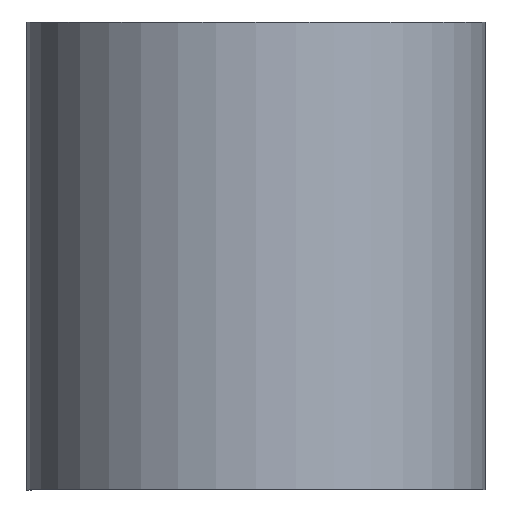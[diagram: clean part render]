
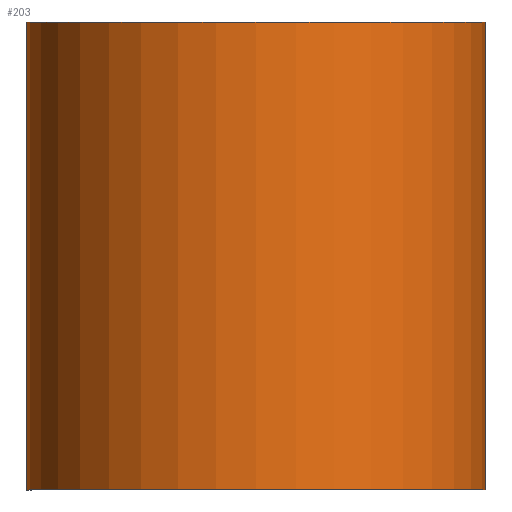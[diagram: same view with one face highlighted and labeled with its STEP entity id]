
A CAD part, top view. The second image highlights one B-rep face of the part: STEP entity #203.
In plain terms, the highlighted cylindrical face has radius 14.715 mm (diameter 29.43 mm), a partial arc.
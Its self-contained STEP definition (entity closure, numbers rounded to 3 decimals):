
#171 = VERTEX_POINT ( 'NONE', #1156 ) ;
#203 = ADVANCED_FACE ( 'NONE', ( #486 ), #1110, .T. ) ;
#212 = EDGE_LOOP ( 'NONE', ( #1469, #746, #229, #602 ) ) ;
#229 = ORIENTED_EDGE ( 'NONE', *, *, #1681, .T. ) ;
#233 = CARTESIAN_POINT ( 'NONE',  ( -14.85, 30., 0. ) ) ;
#303 = LINE ( 'NONE', #1821, #1355 ) ;
#372 = DIRECTION ( 'NONE',  ( 1., 0., 0. ) ) ;
#470 = VERTEX_POINT ( 'NONE', #1913 ) ;
#486 = FACE_OUTER_BOUND ( 'NONE', #212, .T. ) ;
#495 = CARTESIAN_POINT ( 'NONE',  ( 14.58, 30., 0. ) ) ;
#509 = AXIS2_PLACEMENT_3D ( 'NONE', #695, #1372, #372 ) ;
#602 = ORIENTED_EDGE ( 'NONE', *, *, #1964, .T. ) ;
#695 = CARTESIAN_POINT ( 'NONE',  ( -0.135, 30., 0. ) ) ;
#727 = EDGE_CURVE ( 'NONE', #470, #171, #1552, .T. ) ;
#746 = ORIENTED_EDGE ( 'NONE', *, *, #1549, .F. ) ;
#831 = CARTESIAN_POINT ( 'NONE',  ( -0.135, 30., 0. ) ) ;
#1055 = AXIS2_PLACEMENT_3D ( 'NONE', #2135, #1298, #1132 ) ;
#1110 = CYLINDRICAL_SURFACE ( 'NONE', #1941, 14.715 ) ;
#1132 = DIRECTION ( 'NONE',  ( 1., 0., 0. ) ) ;
#1156 = CARTESIAN_POINT ( 'NONE',  ( -14.85, 0., 0. ) ) ;
#1290 = VERTEX_POINT ( 'NONE', #1560 ) ;
#1298 = DIRECTION ( 'NONE',  ( 0., -1., 0. ) ) ;
#1355 = VECTOR ( 'NONE', #2139, 1000. ) ;
#1372 = DIRECTION ( 'NONE',  ( 0., -1., 0. ) ) ;
#1469 = ORIENTED_EDGE ( 'NONE', *, *, #727, .F. ) ;
#1500 = DIRECTION ( 'NONE',  ( 0., -1., 0. ) ) ;
#1549 = EDGE_CURVE ( 'NONE', #2118, #470, #303, .T. ) ;
#1552 = CIRCLE ( 'NONE', #1055, 14.715 ) ;
#1560 = CARTESIAN_POINT ( 'NONE',  ( -14.85, 30., 0. ) ) ;
#1651 = VECTOR ( 'NONE', #1923, 1000. ) ;
#1681 = EDGE_CURVE ( 'NONE', #2118, #1290, #1874, .T. ) ;
#1744 = LINE ( 'NONE', #233, #1651 ) ;
#1820 = DIRECTION ( 'NONE',  ( 0., 0., -1. ) ) ;
#1821 = CARTESIAN_POINT ( 'NONE',  ( 14.58, 30., 0. ) ) ;
#1874 = CIRCLE ( 'NONE', #509, 14.715 ) ;
#1913 = CARTESIAN_POINT ( 'NONE',  ( 14.58, 0., 0. ) ) ;
#1923 = DIRECTION ( 'NONE',  ( 0., -1., 0. ) ) ;
#1941 = AXIS2_PLACEMENT_3D ( 'NONE', #831, #1500, #1820 ) ;
#1964 = EDGE_CURVE ( 'NONE', #1290, #171, #1744, .T. ) ;
#2118 = VERTEX_POINT ( 'NONE', #495 ) ;
#2135 = CARTESIAN_POINT ( 'NONE',  ( -0.135, 0., 0. ) ) ;
#2139 = DIRECTION ( 'NONE',  ( 0., -1., 0. ) ) ;
